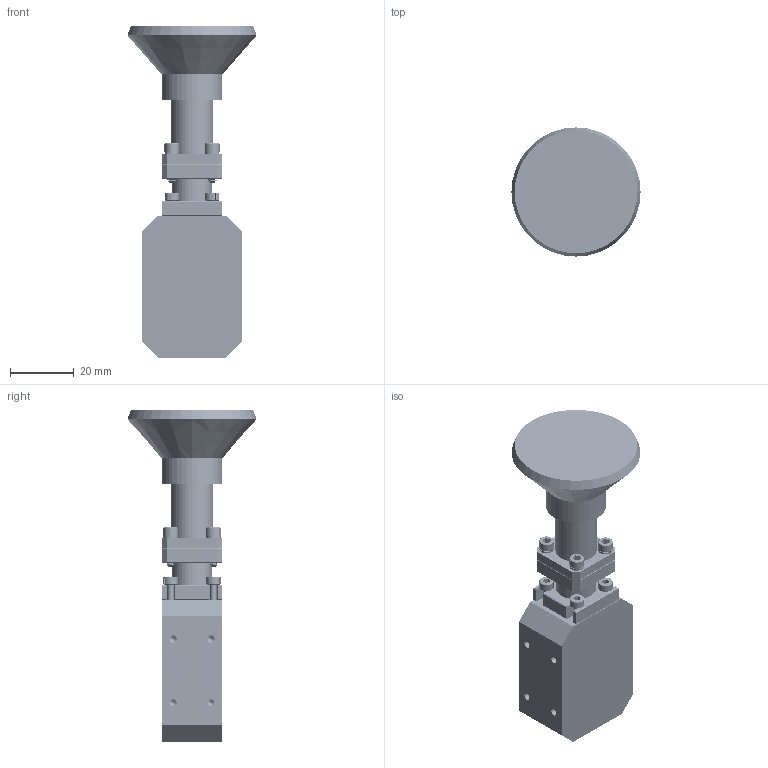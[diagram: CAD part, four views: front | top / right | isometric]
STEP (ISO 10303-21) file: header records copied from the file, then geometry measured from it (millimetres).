
FILE_DESCRIPTION (( 'STEP AP214' ), '1' );
FILE_NAME ('PEWAN1111 ¦ FMWAN1111.step', '2022-03-03T17:06:37', ( '' ), ( '' ), 'SwSTEP 2.0', 'SolidWorks 2021', '' );
FILE_SCHEMA (( 'AUTOMOTIVE_DESIGN' ));
Length unit declared in the file: inch
Products named in the file (1): PEWAN1111 ｦ FMWAN1111
Bounding box: 40.61 x 40.61 x 104.14 mm (x, y, z)
Volume: 47296.6 mm3; surface area: 22748.7 mm2
Topology: 33 solids, 33 shells, 3237 faces, 8830 edges, 5715 vertices
Faces by surface type: cylinder 2084, plane 754, cone 341, bspline 50, torus 8
Entity records: 146882 total; most frequent: CARTESIAN_POINT 76608, ORIENTED_EDGE 17596, DIRECTION 11714, EDGE_CURVE 8798, VERTEX_POINT 5715, AXIS2_PLACEMENT_3D 4255, EDGE_LOOP 3375, ADVANCED_FACE 3237
